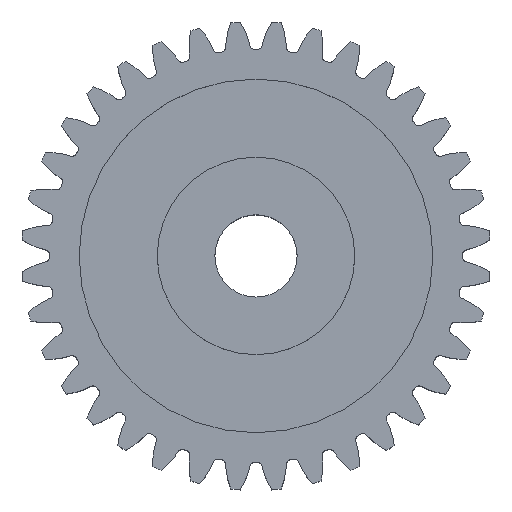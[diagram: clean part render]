
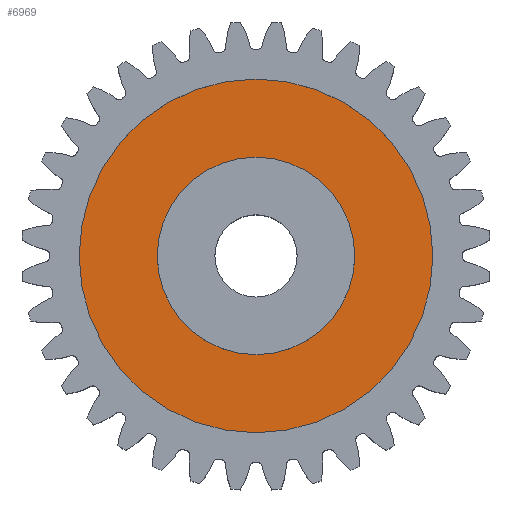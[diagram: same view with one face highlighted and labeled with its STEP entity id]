
A CAD part, top view. The second image highlights one B-rep face of the part: STEP entity #6969.
In plain terms, the highlighted planar face has unit normal (0, 0, 1).
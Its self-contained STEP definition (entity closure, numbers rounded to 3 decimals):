
#1572 = CARTESIAN_POINT ( 'NONE',  ( 0., 0., 8.5 ) ) ;
#1578 = AXIS2_PLACEMENT_3D ( 'NONE', #1572, #1601, #1630 ) ;
#1601 = DIRECTION ( 'NONE',  ( 0., 0., -1. ) ) ;
#1602 = CIRCLE ( 'NONE', #1578, 21.5 ) ;
#1630 = DIRECTION ( 'NONE',  ( -1., 0., 0. ) ) ;
#1652 = CARTESIAN_POINT ( 'NONE',  ( -21.5, 0., 8.5 ) ) ;
#1731 = CIRCLE ( 'NONE', #1782, 12. ) ;
#1735 = CARTESIAN_POINT ( 'NONE',  ( 12., 0., 8.5 ) ) ;
#1775 = DIRECTION ( 'NONE',  ( -1., 0., 0. ) ) ;
#1776 = DIRECTION ( 'NONE',  ( 0., 0., -1. ) ) ;
#1777 = CARTESIAN_POINT ( 'NONE',  ( 0., 0., 8.5 ) ) ;
#1782 = AXIS2_PLACEMENT_3D ( 'NONE', #1777, #1776, #1775 ) ;
#1787 = CARTESIAN_POINT ( 'NONE',  ( -12., 0., 8.5 ) ) ;
#1998 = CARTESIAN_POINT ( 'NONE',  ( 21.5, 0., 8.5 ) ) ;
#2406 = DIRECTION ( 'NONE',  ( -1., 0., 0. ) ) ;
#2407 = DIRECTION ( 'NONE',  ( 0., 0., -1. ) ) ;
#2408 = CARTESIAN_POINT ( 'NONE',  ( 0., 0., 8.5 ) ) ;
#2409 = AXIS2_PLACEMENT_3D ( 'NONE', #2408, #2407, #2406 ) ;
#2571 = DIRECTION ( 'NONE',  ( -1., 0., 0. ) ) ;
#2572 = DIRECTION ( 'NONE',  ( 0., 0., -1. ) ) ;
#2573 = CIRCLE ( 'NONE', #2409, 12. ) ;
#2576 = PLANE ( 'NONE',  #2589 ) ;
#2578 = DIRECTION ( 'NONE',  ( -1., 0., 0. ) ) ;
#2579 = DIRECTION ( 'NONE',  ( 0., 0., -1. ) ) ;
#2580 = AXIS2_PLACEMENT_3D ( 'NONE', #2586, #2579, #2578 ) ;
#2581 = CIRCLE ( 'NONE', #2580, 21.5 ) ;
#2583 = CARTESIAN_POINT ( 'NONE',  ( 0., 0., 8.5 ) ) ;
#2585 = FACE_OUTER_BOUND ( 'NONE', #6972, .T. ) ;
#2586 = CARTESIAN_POINT ( 'NONE',  ( 0., 0., 8.5 ) ) ;
#2587 = FACE_BOUND ( 'NONE', #7190, .T. ) ;
#2589 = AXIS2_PLACEMENT_3D ( 'NONE', #2583, #2572, #2571 ) ;
#3834 = VERTEX_POINT ( 'NONE', #1735 ) ;
#3840 = VERTEX_POINT ( 'NONE', #1787 ) ;
#3841 = EDGE_CURVE ( 'NONE', #3840, #3834, #1731, .T. ) ;
#3888 = VERTEX_POINT ( 'NONE', #1998 ) ;
#3910 = EDGE_CURVE ( 'NONE', #3888, #3914, #1602, .T. ) ;
#3914 = VERTEX_POINT ( 'NONE', #1652 ) ;
#6966 = EDGE_CURVE ( 'NONE', #3914, #3888, #2581, .T. ) ;
#6969 = ADVANCED_FACE ( 'NONE', ( #2587, #2585 ), #2576, .F. ) ;
#6971 = ORIENTED_EDGE ( 'NONE', *, *, #6984, .T. ) ;
#6972 = EDGE_LOOP ( 'NONE', ( #6973, #6975 ) ) ;
#6973 = ORIENTED_EDGE ( 'NONE', *, *, #6966, .F. ) ;
#6975 = ORIENTED_EDGE ( 'NONE', *, *, #3910, .F. ) ;
#6984 = EDGE_CURVE ( 'NONE', #3834, #3840, #2573, .T. ) ;
#7189 = ORIENTED_EDGE ( 'NONE', *, *, #3841, .T. ) ;
#7190 = EDGE_LOOP ( 'NONE', ( #7189, #6971 ) ) ;
